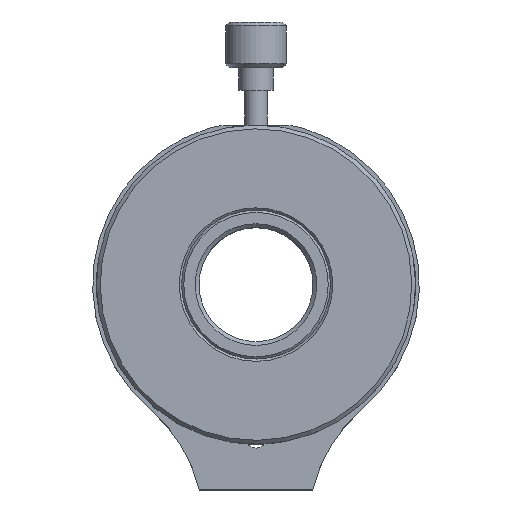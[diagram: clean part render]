
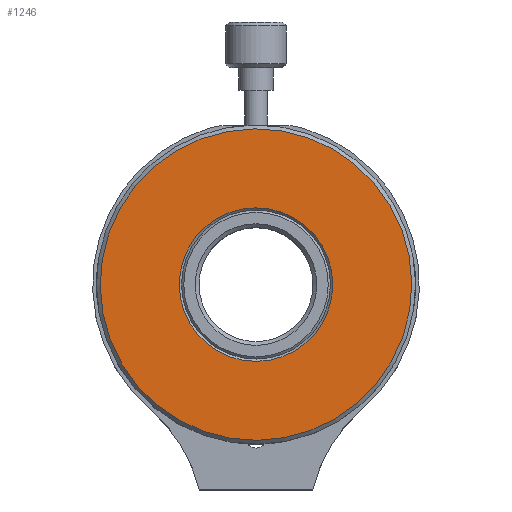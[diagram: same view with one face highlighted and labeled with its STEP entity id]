
A CAD part, top view. The second image highlights one B-rep face of the part: STEP entity #1246.
In plain terms, the highlighted planar face has unit normal (0, 0, 1).
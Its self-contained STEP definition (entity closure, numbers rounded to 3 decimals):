
#29=FACE_BOUND('',#228,.T.);
#66=PLANE('',#1368);
#144=FACE_OUTER_BOUND('',#227,.T.);
#227=EDGE_LOOP('',(#888));
#228=EDGE_LOOP('',(#889));
#408=CIRCLE('',#1344,10.1);
#419=CIRCLE('',#1364,20.5);
#499=VERTEX_POINT('',#2109);
#522=VERTEX_POINT('',#2313);
#630=EDGE_CURVE('',#499,#499,#408,.T.);
#658=EDGE_CURVE('',#522,#522,#419,.T.);
#888=ORIENTED_EDGE('',*,*,#658,.F.);
#889=ORIENTED_EDGE('',*,*,#630,.F.);
#1246=ADVANCED_FACE('',(#144,#29),#66,.T.);
#1344=AXIS2_PLACEMENT_3D('',#2110,#1545,#1546);
#1364=AXIS2_PLACEMENT_3D('',#2314,#1590,#1591);
#1368=AXIS2_PLACEMENT_3D('',#2323,#1601,#1602);
#1545=DIRECTION('center_axis',(0.,0.,
1.));
#1546=DIRECTION('ref_axis',(-1.,-0.011,0.));
#1590=DIRECTION('center_axis',(0.,0.,
-1.));
#1591=DIRECTION('ref_axis',(-1.,-0.011,0.));
#1601=DIRECTION('center_axis',(0.,0.,
1.));
#1602=DIRECTION('ref_axis',(-1.,-0.011,0.));
#2109=CARTESIAN_POINT('',(31.599,27.115,37.999));
#2110=CARTESIAN_POINT('Origin',(21.5,27.,37.999));
#2313=CARTESIAN_POINT('',(41.999,27.234,37.999));
#2314=CARTESIAN_POINT('Origin',(21.5,27.,37.999));
#2323=CARTESIAN_POINT('Origin',(21.5,27.,37.999));
